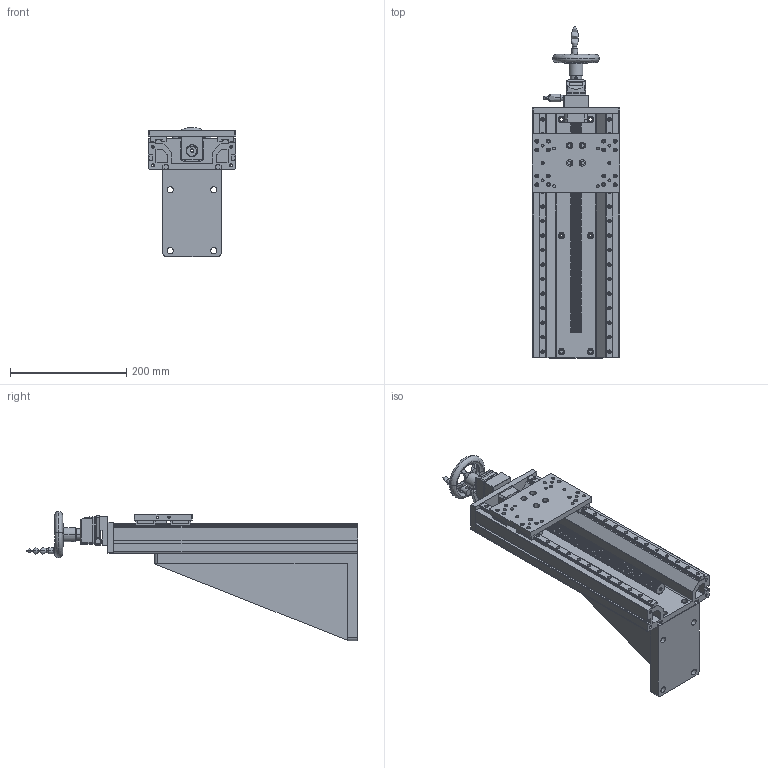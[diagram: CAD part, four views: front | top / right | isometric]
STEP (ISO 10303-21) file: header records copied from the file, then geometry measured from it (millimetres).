
FILE_DESCRIPTION (( 'STEP AP203' ), '1' );
FILE_NAME ('DHQ46-420-C.STEP', '2024-08-31T03:57:25', ( '' ), ( '' ), 'SwSTEP 2.0', 'SolidWorks 2023', '' );
FILE_SCHEMA (( 'CONFIG_CONTROL_DESIGN' ));
Products named in the file (1): DHQ46-420-C
Bounding box: 150 x 571.5 x 222.39 mm (x, y, z)
Surface area: 621103 mm2 (no closed solid volume)
Topology: 0 solids, 26 shells, 1004 faces, 3639 edges, 2650 vertices
Faces by surface type: cylinder 681, plane 258, cone 39, torus 15, bspline 11
Entity records: 49124 total; most frequent: CARTESIAN_POINT 19874, ORIENTED_EDGE 6143, DIRECTION 5622, EDGE_CURVE 3636, VERTEX_POINT 2650, AXIS2_PLACEMENT_3D 2019, VECTOR 1584, LINE 1584
